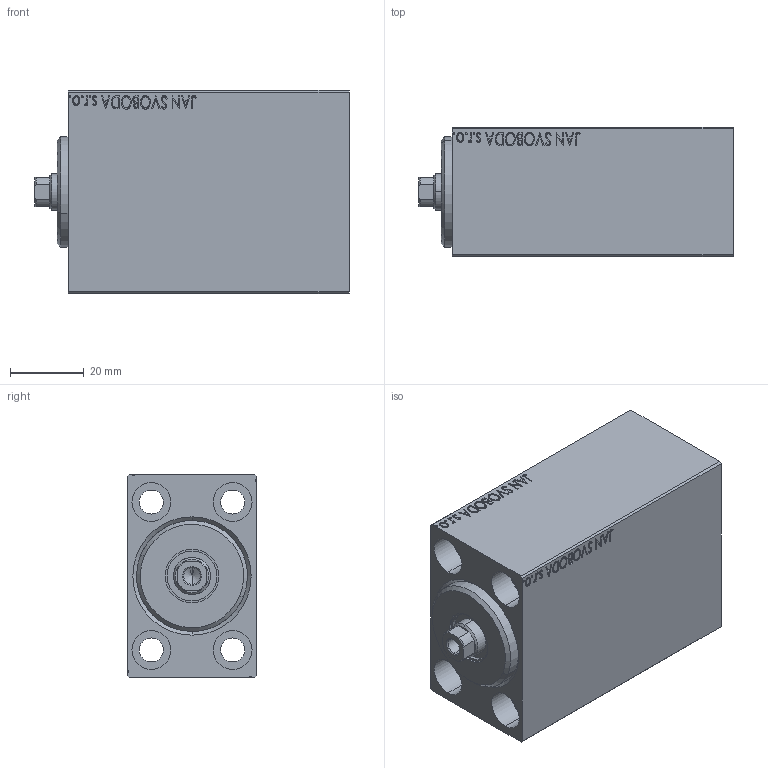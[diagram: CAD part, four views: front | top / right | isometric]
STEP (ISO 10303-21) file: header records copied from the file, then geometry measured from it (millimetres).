
FILE_DESCRIPTION (( 'STEP AP203' ), '1' );
FILE_NAME ('4c4a.STEP', '2024-02-12T12:42:04', ( '' ), ( '' ), 'SwSTEP 2.0', 'SolidWorks 2019', '' );
FILE_SCHEMA (( 'CONFIG_CONTROL_DESIGN' ));
Length unit declared in the file: millimetre
Products named in the file (4): V450CM_C_Body 3a1de95ccf165eee88c23e6b85cb85a2; 4c4a; V450CM_C_VCP 3a1de95ccf165eee88c23e6b85cb85a2; V450CM_VC_B 3a1de95ccf165eee88c23e6b85cb85a2
Assembly tree (3 placements, depth 2):
  4c4a
    V450CM_C_Body 3a1de95ccf165eee88c23e6b85cb85a2
    V450CM_C_VCP 3a1de95ccf165eee88c23e6b85cb85a2
    V450CM_VC_B 3a1de95ccf165eee88c23e6b85cb85a2
Bounding box: 85 x 35 x 55 mm (x, y, z)
Volume: 129523.5 mm3; surface area: 35778.9 mm2
Topology: 3 solids, 3 shells, 861 faces, 2210 edges, 1465 vertices
Faces by surface type: plane 409, bspline 380, cylinder 58, cone 14
Entity records: 43920 total; most frequent: CARTESIAN_POINT 25040, ORIENTED_EDGE 4416, DIRECTION 2554, EDGE_CURVE 2208, VERTEX_POINT 1465, VECTOR 1300, LINE 1300, EDGE_LOOP 987
